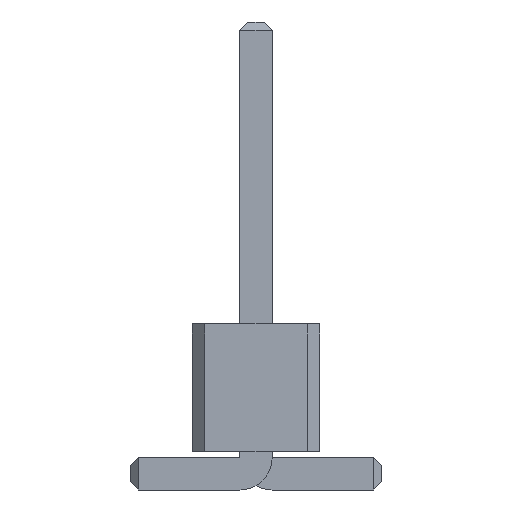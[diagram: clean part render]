
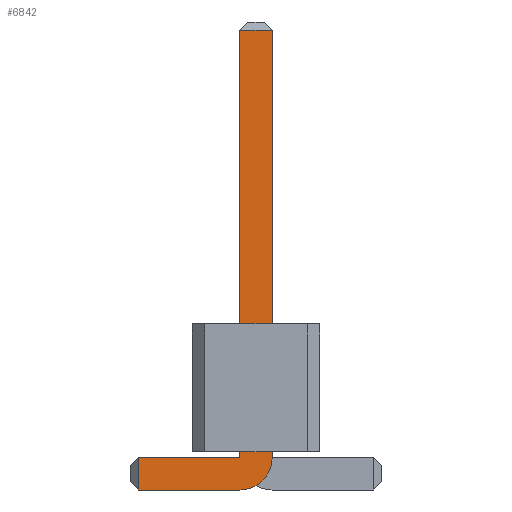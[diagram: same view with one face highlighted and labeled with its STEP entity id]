
A CAD part, front view. The second image highlights one B-rep face of the part: STEP entity #6842.
In plain terms, the highlighted planar face has unit normal (0, -1, 0).
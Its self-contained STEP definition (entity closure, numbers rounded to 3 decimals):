
#56=DIRECTION('',(0.,-1.,0.));
#67=DIRECTION('',(1.,0.,0.));
#1466=VECTOR('',#67,1.);
#1519=DIRECTION('',(-1.,0.,0.));
#2915=VECTOR('',#1519,1.);
#3121=DIRECTION('',(0.,0.,-1.));
#3140=VECTOR('',#3121,1.);
#6673=VECTOR('',#6674,1.);
#6674=DIRECTION('',(0.,0.,1.));
#6696=DIRECTION('',(-0.,-1.,-0.));
#6703=VERTEX_POINT('',#6704);
#6704=CARTESIAN_POINT('',(-2.34,-30.8,0.));
#6707=ORIENTED_EDGE('',*,*,#6708,.T.);
#6708=EDGE_CURVE('',#6703,#6709,#6711,.T.);
#6709=VERTEX_POINT('',#6710);
#6710=CARTESIAN_POINT('',(-0.32,-30.8,0.));
#6711=LINE('',#6712,#1466);
#6712=CARTESIAN_POINT('',(-2.5,-30.8,0.));
#6744=VERTEX_POINT('',#6745);
#6745=CARTESIAN_POINT('',(0.32,-30.8,0.64));
#6748=EDGE_CURVE('',#6709,#6744,#6749,.T.);
#6749=CIRCLE('',#6750,0.64);
#6750=AXIS2_PLACEMENT_3D('',#6751,#56,#3121);
#6751=CARTESIAN_POINT('',(-0.32,-30.8,0.64));
#6759=VERTEX_POINT('',#6751);
#6761=ORIENTED_EDGE('',*,*,#6762,.T.);
#6762=EDGE_CURVE('',#6759,#6763,#6765,.T.);
#6763=VERTEX_POINT('',#6764);
#6764=CARTESIAN_POINT('',(-2.34,-30.8,0.64));
#6765=LINE('',#6751,#2915);
#6775=ORIENTED_EDGE('',*,*,#6776,.T.);
#6776=EDGE_CURVE('',#6744,#6777,#6779,.T.);
#6777=VERTEX_POINT('',#6778);
#6778=CARTESIAN_POINT('',(0.32,-30.8,9.14));
#6779=LINE('',#6780,#6673);
#6780=CARTESIAN_POINT('',(0.32,-30.8,0.));
#6793=VERTEX_POINT('',#6794);
#6794=CARTESIAN_POINT('',(-0.32,-30.8,9.14));
#6796=ORIENTED_EDGE('',*,*,#6797,.T.);
#6797=EDGE_CURVE('',#6793,#6759,#6798,.T.);
#6798=LINE('',#6799,#3140);
#6799=CARTESIAN_POINT('',(-0.32,-30.8,9.3));
#6842=ADVANCED_FACE('',(#6843),#6852,.T.);
#6843=FACE_BOUND('',#6844,.T.);
#6844=EDGE_LOOP('',(#6707,#6845,#6775,#6846,#6796,#6761,#6849));
#6845=ORIENTED_EDGE('',*,*,#6748,.T.);
#6846=ORIENTED_EDGE('',*,*,#6847,.T.);
#6847=EDGE_CURVE('',#6777,#6793,#6848,.T.);
#6848=LINE('',#6778,#2915);
#6849=ORIENTED_EDGE('',*,*,#6850,.T.);
#6850=EDGE_CURVE('',#6763,#6703,#6851,.T.);
#6851=LINE('',#6764,#3140);
#6852=PLANE('',#6853);
#6853=AXIS2_PLACEMENT_3D('',#6854,#6696,#3121);
#6854=CARTESIAN_POINT('',(-0.311,-30.8,3.871));
